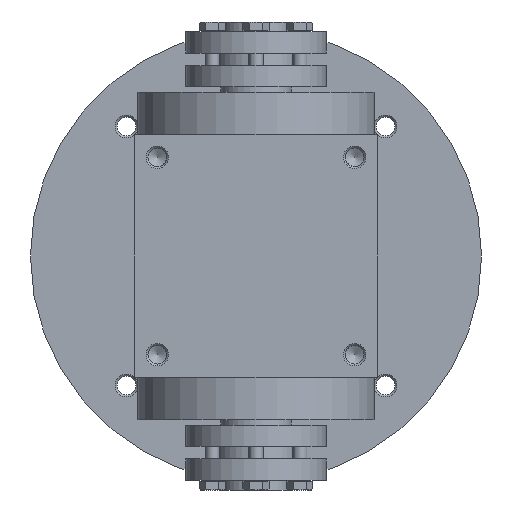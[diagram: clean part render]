
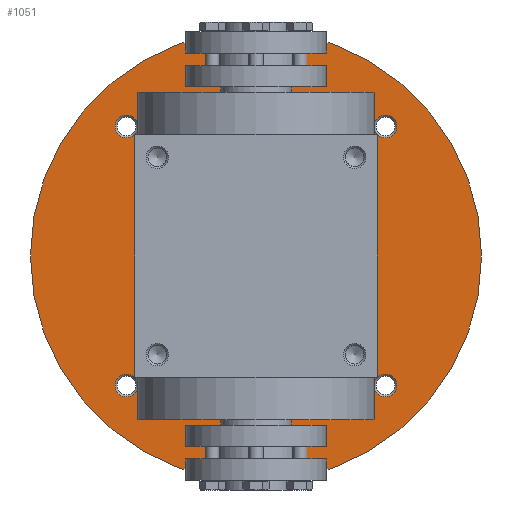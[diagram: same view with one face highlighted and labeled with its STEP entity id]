
A CAD part, left-side view. The second image highlights one B-rep face of the part: STEP entity #1051.
In plain terms, the highlighted planar face has unit normal (-1, 0, 0).
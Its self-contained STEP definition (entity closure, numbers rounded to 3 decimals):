
#1051 = ADVANCED_FACE( '', ( #2311, #2312, #2313, #2314, #2315, #2316 ), #2317, .F. );
#2311 = FACE_OUTER_BOUND( '', #3643, .T. );
#2312 = FACE_BOUND( '', #3644, .T. );
#2313 = FACE_BOUND( '', #3645, .T. );
#2314 = FACE_BOUND( '', #3646, .T. );
#2315 = FACE_BOUND( '', #3647, .T. );
#2316 = FACE_BOUND( '', #3648, .T. );
#2317 = PLANE( '', #3649 );
#3643 = EDGE_LOOP( '', ( #6210 ) );
#3644 = EDGE_LOOP( '', ( #6211 ) );
#3645 = EDGE_LOOP( '', ( #6212 ) );
#3646 = EDGE_LOOP( '', ( #6213 ) );
#3647 = EDGE_LOOP( '', ( #6214 ) );
#3648 = EDGE_LOOP( '', ( #6215 ) );
#3649 = AXIS2_PLACEMENT_3D( '', #6216, #6217, #6218 );
#6210 = ORIENTED_EDGE( '', *, *, #7448, .F. );
#6211 = ORIENTED_EDGE( '', *, *, #7671, .T. );
#6212 = ORIENTED_EDGE( '', *, *, #7390, .T. );
#6213 = ORIENTED_EDGE( '', *, *, #7125, .T. );
#6214 = ORIENTED_EDGE( '', *, *, #7553, .T. );
#6215 = ORIENTED_EDGE( '', *, *, #6945, .T. );
#6216 = CARTESIAN_POINT( '', ( 34., 42., 0. ) );
#6217 = DIRECTION( '', ( 1., 0., 0. ) );
#6218 = DIRECTION( '', ( 0., 0., -1. ) );
#6945 = EDGE_CURVE( '', #8180, #8180, #8181, .T. );
#7125 = EDGE_CURVE( '', #8468, #8468, #8469, .T. );
#7390 = EDGE_CURVE( '', #8854, #8854, #8855, .T. );
#7448 = EDGE_CURVE( '', #8936, #8936, #8937, .T. );
#7553 = EDGE_CURVE( '', #9067, #9067, #9068, .T. );
#7671 = EDGE_CURVE( '', #9213, #9213, #9214, .T. );
#8180 = VERTEX_POINT( '', #9933 );
#8181 = CIRCLE( '', #9934, 42. );
#8468 = VERTEX_POINT( '', #10319 );
#8469 = CIRCLE( '', #10320, 4. );
#8854 = VERTEX_POINT( '', #10901 );
#8855 = CIRCLE( '', #10902, 4. );
#8936 = VERTEX_POINT( '', #11006 );
#8937 = CIRCLE( '', #11007, 80. );
#9067 = VERTEX_POINT( '', #11195 );
#9068 = CIRCLE( '', #11196, 4. );
#9213 = VERTEX_POINT( '', #11371 );
#9214 = CIRCLE( '', #11372, 4. );
#9933 = CARTESIAN_POINT( '', ( 34., 0., -42. ) );
#9934 = AXIS2_PLACEMENT_3D( '', #11774, #11775, #11776 );
#10319 = CARTESIAN_POINT( '', ( 34., -45.962, -49.962 ) );
#10320 = AXIS2_PLACEMENT_3D( '', #12036, #12037, #12038 );
#10901 = CARTESIAN_POINT( '', ( 34., 45.962, -49.962 ) );
#10902 = AXIS2_PLACEMENT_3D( '', #12337, #12338, #12339 );
#11006 = CARTESIAN_POINT( '', ( 34., 0., -80. ) );
#11007 = AXIS2_PLACEMENT_3D( '', #12408, #12409, #12410 );
#11195 = CARTESIAN_POINT( '', ( 34., 45.962, 41.962 ) );
#11196 = AXIS2_PLACEMENT_3D( '', #12511, #12512, #12513 );
#11371 = CARTESIAN_POINT( '', ( 34., -45.962, 41.962 ) );
#11372 = AXIS2_PLACEMENT_3D( '', #12653, #12654, #12655 );
#11774 = CARTESIAN_POINT( '', ( 34., 0., 0. ) );
#11775 = DIRECTION( '', ( 1., 0., 0. ) );
#11776 = DIRECTION( '', ( 0., 0., -1. ) );
#12036 = CARTESIAN_POINT( '', ( 34., -45.962, -45.962 ) );
#12037 = DIRECTION( '', ( 1., 0., 0. ) );
#12038 = DIRECTION( '', ( 0., 0., -1. ) );
#12337 = CARTESIAN_POINT( '', ( 34., 45.962, -45.962 ) );
#12338 = DIRECTION( '', ( 1., 0., 0. ) );
#12339 = DIRECTION( '', ( 0., 0., -1. ) );
#12408 = CARTESIAN_POINT( '', ( 34., 0., 0. ) );
#12409 = DIRECTION( '', ( 1., 0., 0. ) );
#12410 = DIRECTION( '', ( 0., 0., -1. ) );
#12511 = CARTESIAN_POINT( '', ( 34., 45.962, 45.962 ) );
#12512 = DIRECTION( '', ( 1., 0., 0. ) );
#12513 = DIRECTION( '', ( 0., 0., -1. ) );
#12653 = CARTESIAN_POINT( '', ( 34., -45.962, 45.962 ) );
#12654 = DIRECTION( '', ( 1., 0., 0. ) );
#12655 = DIRECTION( '', ( 0., 0., -1. ) );
